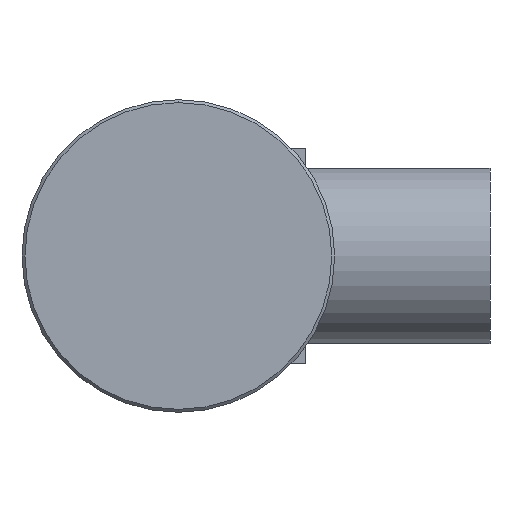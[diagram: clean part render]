
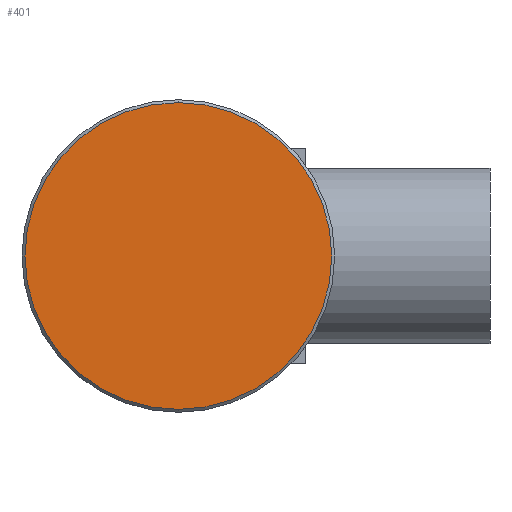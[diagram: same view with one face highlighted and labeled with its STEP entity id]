
A CAD part, left-side view. The second image highlights one B-rep face of the part: STEP entity #401.
In plain terms, the highlighted planar face has unit normal (-1, 0, 0).
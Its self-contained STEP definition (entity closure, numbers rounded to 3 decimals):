
#97 = VERTEX_POINT ( 'NONE', #325 ) ;
#142 = EDGE_CURVE ( 'NONE', #97, #511, #1016, .T. ) ;
#199 = DIRECTION ( 'NONE',  ( 0., 0., 1. ) ) ;
#293 = EDGE_LOOP ( 'NONE', ( #549, #483 ) ) ;
#325 = CARTESIAN_POINT ( 'NONE',  ( -0.6, 0., 15.7 ) ) ;
#359 = PLANE ( 'NONE',  #418 ) ;
#361 = AXIS2_PLACEMENT_3D ( 'NONE', #823, #752, #903 ) ;
#401 = ADVANCED_FACE ( 'NONE', ( #625 ), #359, .T. ) ;
#418 = AXIS2_PLACEMENT_3D ( 'NONE', #839, #530, #1032 ) ;
#454 = CARTESIAN_POINT ( 'NONE',  ( -0.6, 0., -15.7 ) ) ;
#483 = ORIENTED_EDGE ( 'NONE', *, *, #142, .T. ) ;
#511 = VERTEX_POINT ( 'NONE', #454 ) ;
#523 = DIRECTION ( 'NONE',  ( -1., 0., 0. ) ) ;
#530 = DIRECTION ( 'NONE',  ( -1., 0., 0. ) ) ;
#549 = ORIENTED_EDGE ( 'NONE', *, *, #1002, .T. ) ;
#625 = FACE_OUTER_BOUND ( 'NONE', #293, .T. ) ;
#678 = CARTESIAN_POINT ( 'NONE',  ( -0.6, 0., 0. ) ) ;
#752 = DIRECTION ( 'NONE',  ( -1., 0., 0. ) ) ;
#823 = CARTESIAN_POINT ( 'NONE',  ( -0.6, 0., 0. ) ) ;
#839 = CARTESIAN_POINT ( 'NONE',  ( -0.6, 16., 0. ) ) ;
#903 = DIRECTION ( 'NONE',  ( 0., 0., 1. ) ) ;
#919 = CIRCLE ( 'NONE', #952, 15.7 ) ;
#952 = AXIS2_PLACEMENT_3D ( 'NONE', #678, #523, #199 ) ;
#1002 = EDGE_CURVE ( 'NONE', #511, #97, #919, .T. ) ;
#1016 = CIRCLE ( 'NONE', #361, 15.7 ) ;
#1032 = DIRECTION ( 'NONE',  ( 0., 0., 1. ) ) ;
